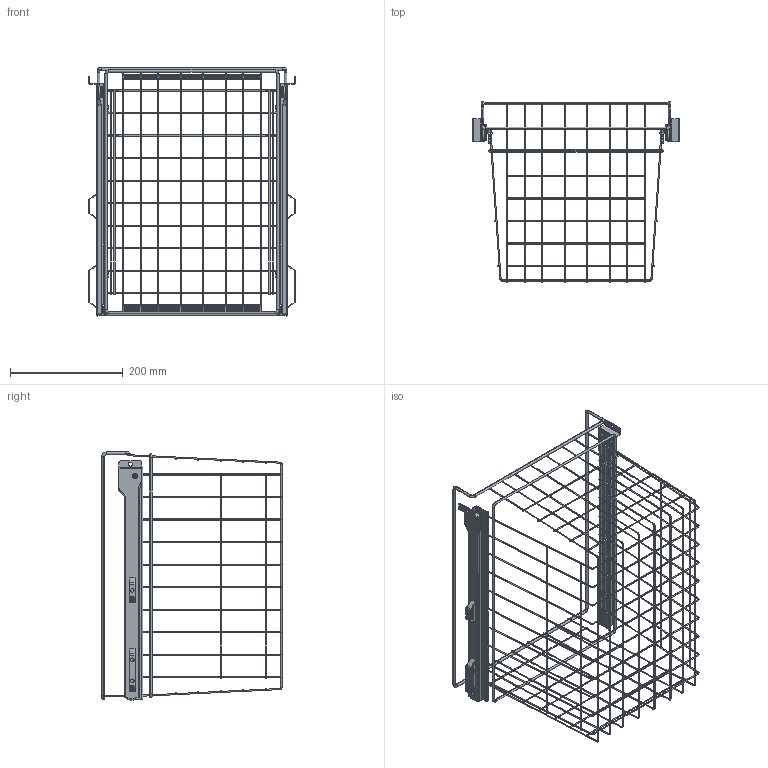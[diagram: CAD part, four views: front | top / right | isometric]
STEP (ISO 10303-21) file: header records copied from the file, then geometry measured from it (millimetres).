
FILE_DESCRIPTION (( 'STEP AP203' ), '1' );
FILE_NAME ('LM 601 rullakori.STEP', '2023-01-17T07:27:46', ( '' ), ( '' ), 'SwSTEP 2.0', 'SolidWorks 2021', '' );
FILE_SCHEMA (( 'CONFIG_CONTROL_DESIGN' ));
Length unit declared in the file: millimetre
Products named in the file (16): MirrorAssem21^11166; 10027; 10364; 10026; Mirror10360; Mirror10365; Mirror10364; 10365; 10360; Mirror10027; 10361; Mirror10361; 10370_Default<As Machined>; LM 601 rullakori; Mirror10026; Assem21^11166
Assembly tree (19 placements, depth 4):
  LM 601 rullakori
    10370_Default<As Machined>
    10361
      10360
      10026
      10027
    Assem21^11166
      10365
        10364
        10026
        10027
    MirrorAssem21^11166
      Mirror10365
        Mirror10364
        Mirror10026
        Mirror10027
    Mirror10361
      Mirror10360
      Mirror10026
      Mirror10027
Bounding box: 366.8 x 320 x 440.53 mm (x, y, z)
Volume: 281898.4 mm3; surface area: 458817.2 mm2
Topology: 81 solids, 81 shells, 1722 faces, 3892 edges, 2336 vertices
Faces by surface type: cylinder 786, plane 488, torus 410, cone 28, bspline 10
Entity records: 46458 total; most frequent: DIRECTION 8568, CARTESIAN_POINT 8128, ORIENTED_EDGE 7148, EDGE_CURVE 3574, AXIS2_PLACEMENT_3D 3544, VERTEX_POINT 2140, CIRCLE 1954, EDGE_LOOP 1652
